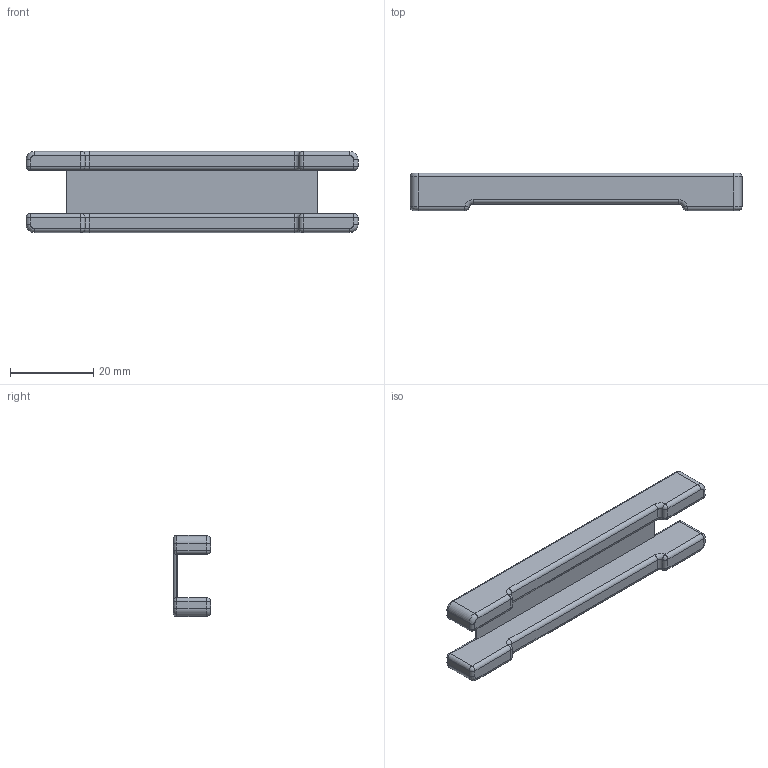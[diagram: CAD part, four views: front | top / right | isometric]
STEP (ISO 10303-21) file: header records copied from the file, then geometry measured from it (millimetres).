
FILE_DESCRIPTION(/* description */ (''),/* implementation_level */ '2;1');
FILE_NAME(/* name */ 'Cubreplaca_henar-autofabricantes_V2.step',/* time_stamp */ '2022-02-22T22:17:57+01:00',/* author */ (''),/* organization */ (''),/* preprocessor_version */ 'ST-DEVELOPER v18.1',/* originating_system */ 'Autodesk Translation Framework v10.10.0.1391',/* authorisation */ '');
FILE_SCHEMA (('AUTOMOTIVE_DESIGN { 1 0 10303 214 3 1 1 }'));
Length unit declared in the file: millimetre
Products named in the file (1): Cubreplaca_henar-autofabricantes_V2
Bounding box: 80 x 9 x 19.54 mm (x, y, z)
Volume: 6314.3 mm3; surface area: 5069.7 mm2
Topology: 1 solids, 1 shells, 94 faces, 204 edges, 112 vertices
Faces by surface type: cylinder 44, plane 18, torus 12, sphere 12, bspline 8
Entity records: 2596 total; most frequent: DIRECTION 490, CARTESIAN_POINT 475, ORIENTED_EDGE 408, EDGE_CURVE 204, AXIS2_PLACEMENT_3D 199, VERTEX_POINT 112, CIRCLE 108, FACE_OUTER_BOUND 94
